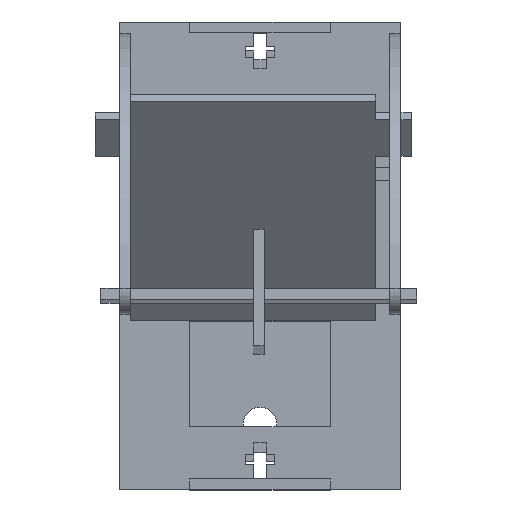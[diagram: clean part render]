
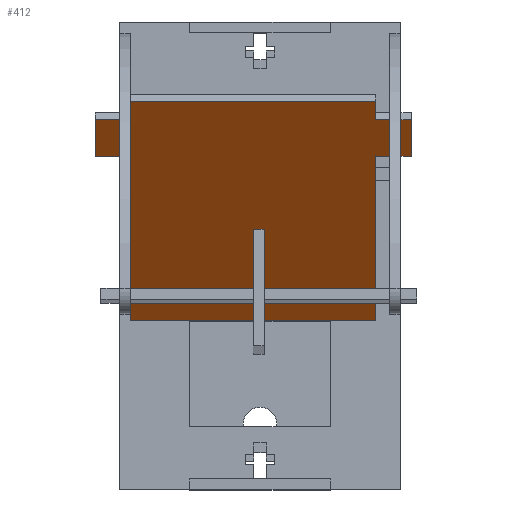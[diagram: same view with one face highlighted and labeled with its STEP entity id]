
A CAD part, top view. The second image highlights one B-rep face of the part: STEP entity #412.
In plain terms, the highlighted face is planar.
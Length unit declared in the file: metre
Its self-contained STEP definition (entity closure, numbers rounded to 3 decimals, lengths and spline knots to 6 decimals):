
#412 = ADVANCED_FACE( '', ( #795 ), #796, .T. );
#795 = FACE_OUTER_BOUND( '', #1364, .T. );
#796 = PLANE( '', #1365 );
#1364 = EDGE_LOOP( '', ( #2709, #2710, #2711, #2712, #2713, #2714, #2715, #2716, #2717, #2718, #2719, #2720 ) );
#1365 = AXIS2_PLACEMENT_3D( '', #2721, #2722, #2723 );
#2709 = ORIENTED_EDGE( '', *, *, #4055, .F. );
#2710 = ORIENTED_EDGE( '', *, *, #4056, .T. );
#2711 = ORIENTED_EDGE( '', *, *, #4057, .T. );
#2712 = ORIENTED_EDGE( '', *, *, #4058, .T. );
#2713 = ORIENTED_EDGE( '', *, *, #4059, .T. );
#2714 = ORIENTED_EDGE( '', *, *, #4060, .T. );
#2715 = ORIENTED_EDGE( '', *, *, #4061, .T. );
#2716 = ORIENTED_EDGE( '', *, *, #4062, .F. );
#2717 = ORIENTED_EDGE( '', *, *, #4063, .F. );
#2718 = ORIENTED_EDGE( '', *, *, #4064, .F. );
#2719 = ORIENTED_EDGE( '', *, *, #4065, .F. );
#2720 = ORIENTED_EDGE( '', *, *, #4053, .F. );
#2721 = CARTESIAN_POINT( '', ( 0.033338, 0.046765, 0.002921 ) );
#2722 = DIRECTION( '', ( 0., 0., 1. ) );
#2723 = DIRECTION( '', ( 1., 0., 0. ) );
#4053 = EDGE_CURVE( '', #4936, #4938, #4939, .T. );
#4055 = EDGE_CURVE( '', #4941, #4936, #4942, .T. );
#4056 = EDGE_CURVE( '', #4941, #4943, #4944, .T. );
#4057 = EDGE_CURVE( '', #4943, #4945, #4946, .T. );
#4058 = EDGE_CURVE( '', #4945, #4947, #4948, .T. );
#4059 = EDGE_CURVE( '', #4947, #4949, #4950, .T. );
#4060 = EDGE_CURVE( '', #4949, #4951, #4952, .T. );
#4061 = EDGE_CURVE( '', #4951, #4953, #4954, .T. );
#4062 = EDGE_CURVE( '', #4955, #4953, #4956, .T. );
#4063 = EDGE_CURVE( '', #4957, #4955, #4958, .T. );
#4064 = EDGE_CURVE( '', #4959, #4957, #4960, .T. );
#4065 = EDGE_CURVE( '', #4938, #4959, #4961, .T. );
#4936 = VERTEX_POINT( '', #6377 );
#4938 = VERTEX_POINT( '', #6380 );
#4939 = LINE( '', #6381, #6382 );
#4941 = VERTEX_POINT( '', #6385 );
#4942 = LINE( '', #6386, #6387 );
#4943 = VERTEX_POINT( '', #6388 );
#4944 = LINE( '', #6389, #6390 );
#4945 = VERTEX_POINT( '', #6391 );
#4946 = LINE( '', #6392, #6393 );
#4947 = VERTEX_POINT( '', #6394 );
#4948 = LINE( '', #6395, #6396 );
#4949 = VERTEX_POINT( '', #6397 );
#4950 = LINE( '', #6398, #6399 );
#4951 = VERTEX_POINT( '', #6400 );
#4952 = LINE( '', #6401, #6402 );
#4953 = VERTEX_POINT( '', #6403 );
#4954 = LINE( '', #6404, #6405 );
#4955 = VERTEX_POINT( '', #6406 );
#4956 = LINE( '', #6407, #6408 );
#4957 = VERTEX_POINT( '', #6409 );
#4958 = LINE( '', #6410, #6411 );
#4959 = VERTEX_POINT( '', #6412 );
#4960 = LINE( '', #6413, #6414 );
#4961 = LINE( '', #6415, #6416 );
#6377 = CARTESIAN_POINT( '', ( 0., 0.05715, 0.002921 ) );
#6380 = CARTESIAN_POINT( '', ( -0.009525, 0.05715, 0.002921 ) );
#6381 = CARTESIAN_POINT( '', ( -0.001499, 0.05715, 0.002921 ) );
#6382 = VECTOR( '', #7543, 1. );
#6385 = CARTESIAN_POINT( '', ( 0., 0., 0.002921 ) );
#6386 = CARTESIAN_POINT( '', ( 0., 0.007693, 0.002921 ) );
#6387 = VECTOR( '', #7545, 1. );
#6388 = CARTESIAN_POINT( '', ( 0.066675, 0., 0.002921 ) );
#6389 = CARTESIAN_POINT( '', ( 0.010091, 0., 0.002921 ) );
#6390 = VECTOR( '', #7546, 1. );
#6391 = CARTESIAN_POINT( '', ( 0.066675, 0.05715, 0.002921 ) );
#6392 = CARTESIAN_POINT( '', ( 0.066675, 0.007693, 0.002921 ) );
#6393 = VECTOR( '', #7547, 1. );
#6394 = CARTESIAN_POINT( '', ( 0.0762, 0.05715, 0.002921 ) );
#6395 = CARTESIAN_POINT( '', ( 0.064999, 0.05715, 0.002921 ) );
#6396 = VECTOR( '', #7548, 1. );
#6397 = CARTESIAN_POINT( '', ( 0.0762, 0.06985, 0.002921 ) );
#6398 = CARTESIAN_POINT( '', ( 0.0762, 0.06009, 0.002921 ) );
#6399 = VECTOR( '', #7549, 1. );
#6400 = CARTESIAN_POINT( '', ( 0.066675, 0.06985, 0.002921 ) );
#6401 = CARTESIAN_POINT( '', ( 0.058471, 0.06985, 0.002921 ) );
#6402 = VECTOR( '', #7550, 1. );
#6403 = CARTESIAN_POINT( '', ( 0.066675, 0.0762, 0.002921 ) );
#6404 = CARTESIAN_POINT( '', ( 0.066675, 0.022322, 0.002921 ) );
#6405 = VECTOR( '', #7551, 1. );
#6406 = CARTESIAN_POINT( '', ( 0., 0.0762, 0.002921 ) );
#6407 = CARTESIAN_POINT( '', ( 0.009891, 0.0762, 0.002921 ) );
#6408 = VECTOR( '', #7552, 1. );
#6409 = CARTESIAN_POINT( '', ( 0., 0.06985, 0.002921 ) );
#6410 = CARTESIAN_POINT( '', ( 0., 0.022322, 0.002921 ) );
#6411 = VECTOR( '', #7553, 1. );
#6412 = CARTESIAN_POINT( '', ( -0.009525, 0.06985, 0.002921 ) );
#6413 = CARTESIAN_POINT( '', ( -0.008026, 0.06985, 0.002921 ) );
#6414 = VECTOR( '', #7554, 1. );
#6415 = CARTESIAN_POINT( '', ( -0.009525, 0.06009, 0.002921 ) );
#6416 = VECTOR( '', #7555, 1. );
#7543 = DIRECTION( '', ( -1., 0., 0. ) );
#7545 = DIRECTION( '', ( 0., 1., 0. ) );
#7546 = DIRECTION( '', ( 1., 0., 0. ) );
#7547 = DIRECTION( '', ( 0., 1., 0. ) );
#7548 = DIRECTION( '', ( 1., 0., 0. ) );
#7549 = DIRECTION( '', ( 0., 1., 0. ) );
#7550 = DIRECTION( '', ( -1., 0., 0. ) );
#7551 = DIRECTION( '', ( 0., 1., 0. ) );
#7552 = DIRECTION( '', ( 1., 0., 0. ) );
#7553 = DIRECTION( '', ( 0., 1., 0. ) );
#7554 = DIRECTION( '', ( 1., 0., 0. ) );
#7555 = DIRECTION( '', ( 0., 1., 0. ) );
